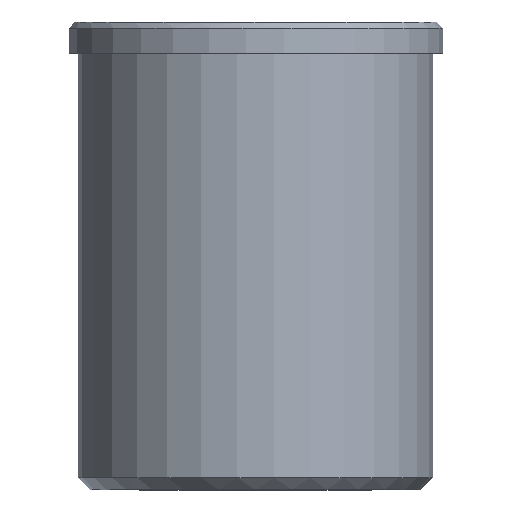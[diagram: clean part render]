
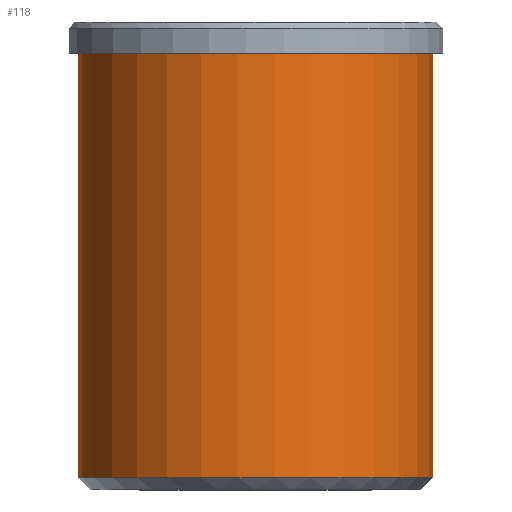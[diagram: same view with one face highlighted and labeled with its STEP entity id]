
A CAD part, front view. The second image highlights one B-rep face of the part: STEP entity #118.
In plain terms, the highlighted cylindrical face has radius 28.4 mm (diameter 56.8 mm), a full revolution.
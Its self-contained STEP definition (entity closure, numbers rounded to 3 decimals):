
#26=CYLINDRICAL_SURFACE('',#506,28.4);
#30=FACE_OUTER_BOUND('',#40,.T.);
#40=EDGE_LOOP('',(#83,#84,#85,#86));
#52=VERTEX_POINT('',#3031);
#54=VERTEX_POINT('',#3037);
#62=EDGE_CURVE('',#52,#52,#199,.T.);
#65=EDGE_CURVE('',#54,#54,#201,.T.);
#66=EDGE_CURVE('',#54,#52,#465,.T.);
#83=ORIENTED_EDGE('',*,*,#65,.T.);
#84=ORIENTED_EDGE('',*,*,#66,.T.);
#85=ORIENTED_EDGE('',*,*,#62,.F.);
#86=ORIENTED_EDGE('',*,*,#66,.F.);
#118=ADVANCED_FACE('',(#30),#26,.T.);
#199=CIRCLE('',#504,28.4);
#201=CIRCLE('',#507,28.4);
#465=LINE('',#3039,#495);
#495=VECTOR('',#561,28.4);
#504=AXIS2_PLACEMENT_3D('',#3032,#552,#553);
#506=AXIS2_PLACEMENT_3D('',#3036,#557,#558);
#507=AXIS2_PLACEMENT_3D('',#3038,#559,#560);
#552=DIRECTION('center_axis',(0.,0.,-1.));
#553=DIRECTION('ref_axis',(-1.,0.,0.));
#557=DIRECTION('center_axis',(0.,0.,1.));
#558=DIRECTION('ref_axis',(-1.,0.,0.));
#559=DIRECTION('center_axis',(0.,0.,-1.));
#560=DIRECTION('ref_axis',(-1.,0.,0.));
#561=DIRECTION('',(0.,0.,-1.));
#3031=CARTESIAN_POINT('',(-8870.615,-5815.861,2.));
#3032=CARTESIAN_POINT('Origin',(-8899.015,-5815.861,2.));
#3036=CARTESIAN_POINT('Origin',(-8899.015,-5815.861,0.));
#3037=CARTESIAN_POINT('',(-8870.615,-5815.861,70.));
#3038=CARTESIAN_POINT('Origin',(-8899.015,-5815.861,70.));
#3039=CARTESIAN_POINT('',(-8870.615,-5815.861,0.));
